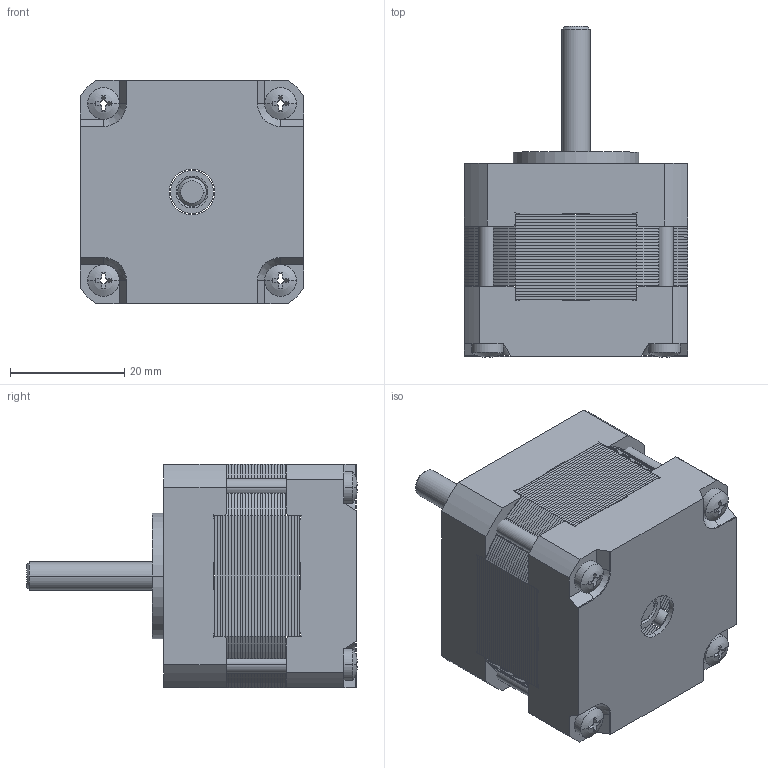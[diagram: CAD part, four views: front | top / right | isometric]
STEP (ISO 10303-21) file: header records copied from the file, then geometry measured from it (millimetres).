
FILE_DESCRIPTION((''),'2;1');
FILE_NAME('3_1_01_039_0016_SW0002','2021-04-23T15:47:36',('wujiahao'),(''),'CREO PARAMETRIC BY PTC INC, 2017110','CREO PARAMETRIC BY PTC INC, 2017110','');
FILE_SCHEMA(('CONFIG_CONTROL_DESIGN'));
Length unit declared in the file: millimetre
Products named in the file (1): 3_1_01_039_0016_SW0002
Bounding box: 39.2 x 57.97 x 39.2 mm (x, y, z)
Surface area: 9827 mm2 (no closed solid volume)
Topology: 0 solids, 137 shells, 398 faces, 1534 edges, 1262 vertices
Faces by surface type: cylinder 198, plane 174, cone 16, sphere 8, torus 2
Entity records: 16139 total; most frequent: CARTESIAN_POINT 3506, DIRECTION 2837, ORIENTED_EDGE 1885, EDGE_CURVE 1534, VERTEX_POINT 1262, AXIS2_PLACEMENT_3D 961, VECTOR 915, LINE 915
